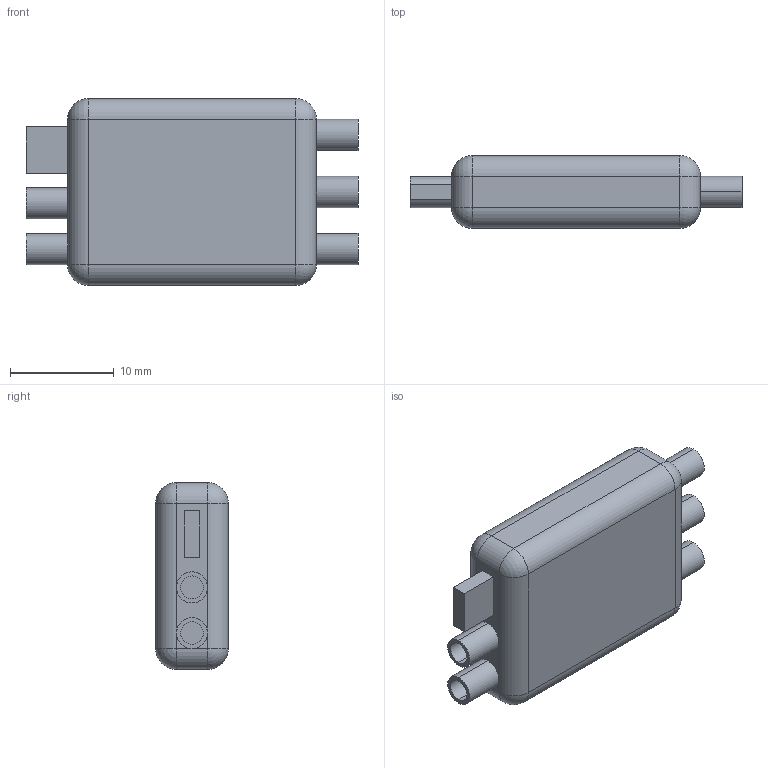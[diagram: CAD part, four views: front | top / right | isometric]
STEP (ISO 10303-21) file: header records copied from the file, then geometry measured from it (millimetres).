
FILE_DESCRIPTION (( 'STEP AP203' ), '1' );
FILE_NAME ('Part5_Default_sldprt.STEP', '2020-11-07T09:17:33', ( '' ), ( '' ), 'SwSTEP 2.0', 'SolidWorks 2018', '' );
FILE_SCHEMA (( 'CONFIG_CONTROL_DESIGN' ));
Length unit declared in the file: millimetre
Products named in the file (1): Part5_Default_sldprt
Bounding box: 32 x 7 x 18 mm (x, y, z)
Volume: 2958.8 mm3; surface area: 1653.9 mm2
Topology: 1 solids, 1 shells, 69 faces, 151 edges, 82 vertices
Faces by surface type: cylinder 32, plane 29, sphere 8
Entity records: 1888 total; most frequent: DIRECTION 357, CARTESIAN_POINT 295, ORIENTED_EDGE 286, AXIS2_PLACEMENT_3D 144, EDGE_CURVE 143, VERTEX_POINT 82, EDGE_LOOP 75, CIRCLE 74
